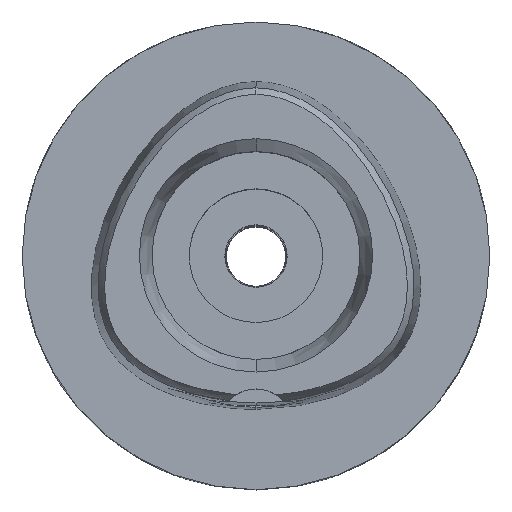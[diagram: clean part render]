
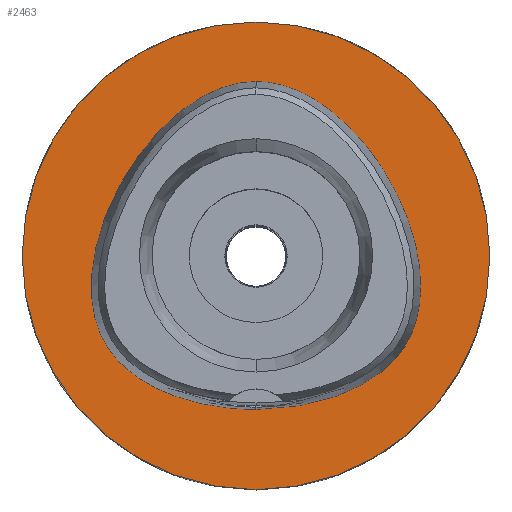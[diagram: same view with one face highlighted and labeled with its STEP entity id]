
A CAD part, top view. The second image highlights one B-rep face of the part: STEP entity #2463.
In plain terms, the highlighted planar face has unit normal (0, 0, 1).
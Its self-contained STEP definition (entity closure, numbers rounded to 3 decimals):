
#328=CARTESIAN_POINT('',(0.,0.,0.));
#329=DIRECTION('',(0.,0.,-1.));
#330=DIRECTION('',(0.,-1.,0.));
#331=AXIS2_PLACEMENT_3D('',#328,#329,#330);
#336=CARTESIAN_POINT('',(0.,0.,0.));
#337=DIRECTION('',(0.,0.,-1.));
#338=DIRECTION('',(0.,1.,0.));
#339=AXIS2_PLACEMENT_3D('',#336,#337,#338);
#344=CARTESIAN_POINT('',(0.,-20.675,0.));
#345=CARTESIAN_POINT('',(0.891,-20.675,0.));
#346=CARTESIAN_POINT('',(2.643,-20.609,
0.));
#347=CARTESIAN_POINT('',(5.221,-20.319,
0.));
#348=CARTESIAN_POINT('',(7.643,-19.857,0.));
#349=CARTESIAN_POINT('',(9.868,-19.251,0.));
#350=CARTESIAN_POINT('',(11.866,-18.534,0.));
#351=CARTESIAN_POINT('',(13.632,-17.732,0.));
#352=CARTESIAN_POINT('',(15.173,-16.869,0.));
#353=CARTESIAN_POINT('',(16.506,-15.964,0.));
#354=CARTESIAN_POINT('',(17.651,-15.028,0.));
#355=CARTESIAN_POINT('',(18.627,-14.067,0.));
#356=CARTESIAN_POINT('',(19.453,-13.087,0.));
#357=CARTESIAN_POINT('',(20.142,-12.088,0.));
#358=CARTESIAN_POINT('',(20.722,-11.045,0.));
#359=CARTESIAN_POINT('',(21.216,-9.912,0.));
#360=CARTESIAN_POINT('',(21.622,-8.668,0.));
#361=CARTESIAN_POINT('',(21.932,-7.3,0.));
#362=CARTESIAN_POINT('',(22.132,-5.793,0.));
#363=CARTESIAN_POINT('',(22.205,-4.133,0.));
#364=CARTESIAN_POINT('',(22.129,-2.312,0.));
#365=CARTESIAN_POINT('',(21.879,-0.326,0.));
#366=CARTESIAN_POINT('',(21.433,1.814,0.));
#367=CARTESIAN_POINT('',(20.771,4.083,0.));
#368=CARTESIAN_POINT('',(19.883,6.435,0.));
#369=CARTESIAN_POINT('',(18.776,8.808,0.));
#370=CARTESIAN_POINT('',(17.475,11.125,0.));
#371=CARTESIAN_POINT('',(16.016,13.323,0.));
#372=CARTESIAN_POINT('',(14.447,15.338,0.));
#373=CARTESIAN_POINT('',(12.821,17.126,0.));
#374=CARTESIAN_POINT('',(11.186,18.664,0.));
#375=CARTESIAN_POINT('',(9.577,19.952,0.));
#376=CARTESIAN_POINT('',(8.019,21.002,0.));
#377=CARTESIAN_POINT('',(6.524,21.834,0.));
#378=CARTESIAN_POINT('',(5.096,22.473,0.));
#379=CARTESIAN_POINT('',(3.735,22.94,0.));
#380=CARTESIAN_POINT('',(2.436,23.256,0.));
#381=CARTESIAN_POINT('',(1.192,23.437,
0.));
#382=CARTESIAN_POINT('',(0.392,23.475,
0.));
#383=CARTESIAN_POINT('',(0.,23.475,
0.));
#388=CARTESIAN_POINT('',(0.,23.475,
0.));
#389=CARTESIAN_POINT('',(-0.392,23.475,
0.));
#390=CARTESIAN_POINT('',(-1.192,23.437,
0.));
#391=CARTESIAN_POINT('',(-2.436,23.256,
0.));
#392=CARTESIAN_POINT('',(-3.735,22.94,0.));
#393=CARTESIAN_POINT('',(-5.096,22.473,0.));
#394=CARTESIAN_POINT('',(-6.524,21.834,0.));
#395=CARTESIAN_POINT('',(-8.019,21.002,0.));
#396=CARTESIAN_POINT('',(-9.577,19.952,0.));
#397=CARTESIAN_POINT('',(-11.186,18.665,0.));
#398=CARTESIAN_POINT('',(-12.82,17.127,0.));
#399=CARTESIAN_POINT('',(-14.446,15.339,0.));
#400=CARTESIAN_POINT('',(-16.015,13.325,0.));
#401=CARTESIAN_POINT('',(-17.473,11.128,0.));
#402=CARTESIAN_POINT('',(-18.773,8.813,0.));
#403=CARTESIAN_POINT('',(-19.881,6.441,0.));
#404=CARTESIAN_POINT('',(-20.769,4.089,0.));
#405=CARTESIAN_POINT('',(-21.432,1.821,0.));
#406=CARTESIAN_POINT('',(-21.878,-0.319,0.));
#407=CARTESIAN_POINT('',(-22.128,-2.304,0.));
#408=CARTESIAN_POINT('',(-22.205,-4.125,0.));
#409=CARTESIAN_POINT('',(-22.133,-5.785,0.));
#410=CARTESIAN_POINT('',(-21.933,-7.293,0.));
#411=CARTESIAN_POINT('',(-21.624,-8.662,0.));
#412=CARTESIAN_POINT('',(-21.218,-9.907,0.));
#413=CARTESIAN_POINT('',(-20.725,-11.039,0.));
#414=CARTESIAN_POINT('',(-20.144,-12.087,0.));
#415=CARTESIAN_POINT('',(-19.452,-13.088,0.));
#416=CARTESIAN_POINT('',(-18.627,-14.067,0.));
#417=CARTESIAN_POINT('',(-17.65,-15.028,0.));
#418=CARTESIAN_POINT('',(-16.506,-15.964,0.));
#419=CARTESIAN_POINT('',(-15.173,-16.869,0.));
#420=CARTESIAN_POINT('',(-13.632,-17.732,0.));
#421=CARTESIAN_POINT('',(-11.866,-18.534,0.));
#422=CARTESIAN_POINT('',(-9.868,-19.252,0.));
#423=CARTESIAN_POINT('',(-7.643,-19.857,0.));
#424=CARTESIAN_POINT('',(-5.22,-20.319,
0.));
#425=CARTESIAN_POINT('',(-2.643,-20.609,
0.));
#426=CARTESIAN_POINT('',(-0.891,-20.675,0.));
#427=CARTESIAN_POINT('',(0.,-20.675,0.));
#1611=VERTEX_POINT('',#388);
#1612=VERTEX_POINT('',#427);
#1617=CARTESIAN_POINT('',(0.,-31.5,0.));
#1618=CARTESIAN_POINT('',(0.,31.5,0.));
#1619=VERTEX_POINT('',#1617);
#1620=VERTEX_POINT('',#1618);
#2447=CARTESIAN_POINT('',(0.,0.,0.));
#2448=DIRECTION('',(0.,0.,-1.));
#2449=DIRECTION('',(0.,-1.,0.));
#2450=AXIS2_PLACEMENT_3D('',#2447,#2448,#2449);
#2451=PLANE('',#2450);
#2453=ORIENTED_EDGE('',*,*,#2452,.T.);
#2455=ORIENTED_EDGE('',*,*,#2454,.T.);
#2456=EDGE_LOOP('',(#2453,#2455));
#2457=FACE_OUTER_BOUND('',#2456,.F.);
#2459=ORIENTED_EDGE('',*,*,#2458,.T.);
#2460=ORIENTED_EDGE('',*,*,#2430,.T.);
#2461=EDGE_LOOP('',(#2459,#2460));
#2462=FACE_BOUND('',#2461,.F.);
#332=CIRCLE('',#331,31.5);
#340=CIRCLE('',#339,31.5);
#384=B_SPLINE_CURVE_WITH_KNOTS('',3,(#344,#345,#346,#347,#348,#349,#350,#351,
#352,#353,#354,#355,#356,#357,#358,#359,#360,#361,#362,#363,#364,#365,#366,#367,
#368,#369,#370,#371,#372,#373,#374,#375,#376,#377,#378,#379,#380,#381,#382,
#383),.UNSPECIFIED.,.F.,.F.,(4,1,1,1,1,1,1,1,1,1,1,1,1,1,1,1,1,1,1,1,1,1,1,1,1,
1,1,1,1,1,1,1,1,1,1,1,1,4),(0.,0.027,0.054,
0.081,0.108,0.135,0.162,
0.189,0.216,0.243,0.27,
0.297,0.324,0.351,0.378,
0.405,0.432,0.459,0.486,
0.514,0.541,0.568,0.595,
0.622,0.649,0.676,0.703,
0.73,0.757,0.784,0.811,
0.838,0.865,0.892,0.919,
0.946,0.973,1.),.UNSPECIFIED.);
#428=B_SPLINE_CURVE_WITH_KNOTS('',3,(#388,#389,#390,#391,#392,#393,#394,#395,
#396,#397,#398,#399,#400,#401,#402,#403,#404,#405,#406,#407,#408,#409,#410,#411,
#412,#413,#414,#415,#416,#417,#418,#419,#420,#421,#422,#423,#424,#425,#426,
#427),.UNSPECIFIED.,.F.,.F.,(4,1,1,1,1,1,1,1,1,1,1,1,1,1,1,1,1,1,1,1,1,1,1,1,1,
1,1,1,1,1,1,1,1,1,1,1,1,4),(0.,0.027,0.054,
0.081,0.108,0.135,0.162,
0.189,0.216,0.243,0.27,
0.297,0.324,0.351,0.378,
0.405,0.432,0.459,0.486,
0.514,0.541,0.568,0.595,
0.622,0.649,0.676,0.703,
0.73,0.757,0.784,0.811,
0.838,0.865,0.892,0.919,
0.946,0.973,1.),.UNSPECIFIED.);
#2430=EDGE_CURVE('',#1611,#1612,#428,.T.);
#2452=EDGE_CURVE('',#1619,#1620,#332,.T.);
#2454=EDGE_CURVE('',#1620,#1619,#340,.T.);
#2458=EDGE_CURVE('',#1612,#1611,#384,.T.);
#2463=ADVANCED_FACE('',(#2457,#2462),#2451,.F.);
